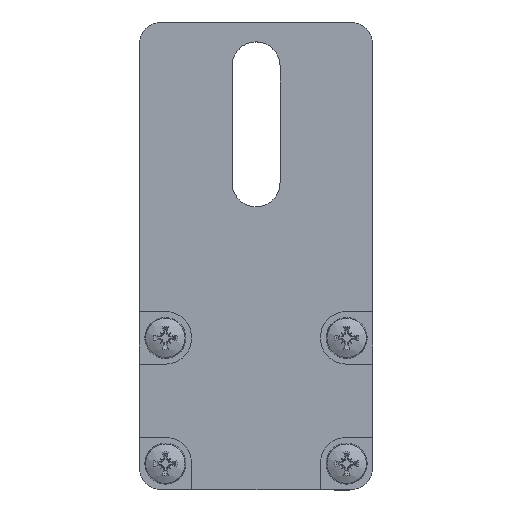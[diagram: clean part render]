
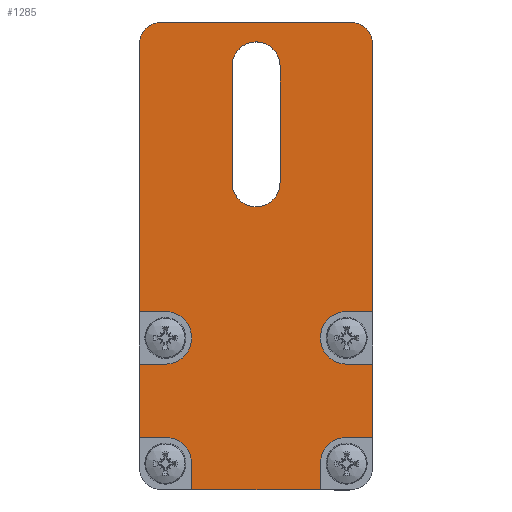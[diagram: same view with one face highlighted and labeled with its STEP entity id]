
A CAD part, top view. The second image highlights one B-rep face of the part: STEP entity #1285.
In plain terms, the highlighted planar face has unit normal (0, 0, 1).
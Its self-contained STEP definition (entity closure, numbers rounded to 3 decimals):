
#107=FACE_BOUND('',#269,.T.);
#108=FACE_BOUND('',#270,.T.);
#158=PLANE('',#1369);
#269=EDGE_LOOP('',(#907,#908,#909,#910));
#270=EDGE_LOOP('',(#911,#912,#913,#914,#915,#916,#917,#918,#919,#920,#921,
#922,#923,#924,#925,#926,#927,#928,#929,#930));
#359=LINE('',#1897,#435);
#363=LINE('',#1907,#439);
#366=LINE('',#1919,#442);
#367=LINE('',#1923,#443);
#368=LINE('',#1925,#444);
#369=LINE('',#1929,#445);
#370=LINE('',#1931,#446);
#371=LINE('',#1933,#447);
#372=LINE('',#1937,#448);
#373=LINE('',#1939,#449);
#374=LINE('',#1941,#450);
#375=LINE('',#1945,#451);
#376=LINE('',#1947,#452);
#377=LINE('',#1949,#453);
#378=LINE('',#1953,#454);
#379=LINE('',#1954,#455);
#435=VECTOR('',#1520,20.);
#439=VECTOR('',#1532,20.);
#442=VECTOR('',#1543,32.);
#443=VECTOR('',#1546,45.5);
#444=VECTOR('',#1547,4.5);
#445=VECTOR('',#1550,4.5);
#446=VECTOR('',#1551,12.5);
#447=VECTOR('',#1552,4.5);
#448=VECTOR('',#1555,4.5);
#449=VECTOR('',#1556,22.);
#450=VECTOR('',#1557,4.5);
#451=VECTOR('',#1560,4.5);
#452=VECTOR('',#1561,12.5);
#453=VECTOR('',#1562,4.5);
#454=VECTOR('',#1565,4.5);
#455=VECTOR('',#1566,45.5);
#509=CIRCLE('',#1360,4.1);
#511=CIRCLE('',#1364,4.1);
#512=CIRCLE('',#1367,4.);
#514=CIRCLE('',#1370,4.);
#515=CIRCLE('',#1371,4.5);
#516=CIRCLE('',#1372,4.5);
#517=CIRCLE('',#1373,4.5);
#518=CIRCLE('',#1374,4.5);
#571=VERTEX_POINT('',#1888);
#572=VERTEX_POINT('',#1890);
#574=VERTEX_POINT('',#1896);
#576=VERTEX_POINT('',#1902);
#577=VERTEX_POINT('',#1909);
#578=VERTEX_POINT('',#1910);
#581=VERTEX_POINT('',#1918);
#582=VERTEX_POINT('',#1920);
#583=VERTEX_POINT('',#1922);
#584=VERTEX_POINT('',#1924);
#585=VERTEX_POINT('',#1926);
#586=VERTEX_POINT('',#1928);
#587=VERTEX_POINT('',#1930);
#588=VERTEX_POINT('',#1932);
#589=VERTEX_POINT('',#1934);
#590=VERTEX_POINT('',#1936);
#591=VERTEX_POINT('',#1938);
#592=VERTEX_POINT('',#1940);
#593=VERTEX_POINT('',#1942);
#594=VERTEX_POINT('',#1944);
#595=VERTEX_POINT('',#1946);
#596=VERTEX_POINT('',#1948);
#597=VERTEX_POINT('',#1950);
#598=VERTEX_POINT('',#1952);
#700=EDGE_CURVE('',#572,#571,#509,.T.);
#703=EDGE_CURVE('',#574,#572,#359,.T.);
#706=EDGE_CURVE('',#576,#574,#511,.T.);
#709=EDGE_CURVE('',#571,#576,#363,.T.);
#710=EDGE_CURVE('',#577,#578,#512,.T.);
#714=EDGE_CURVE('',#577,#581,#366,.T.);
#715=EDGE_CURVE('',#582,#581,#514,.T.);
#716=EDGE_CURVE('',#582,#583,#367,.T.);
#717=EDGE_CURVE('',#583,#584,#368,.T.);
#718=EDGE_CURVE('',#584,#585,#515,.T.);
#719=EDGE_CURVE('',#585,#586,#369,.T.);
#720=EDGE_CURVE('',#586,#587,#370,.T.);
#721=EDGE_CURVE('',#587,#588,#371,.T.);
#722=EDGE_CURVE('',#588,#589,#516,.T.);
#723=EDGE_CURVE('',#589,#590,#372,.T.);
#724=EDGE_CURVE('',#590,#591,#373,.T.);
#725=EDGE_CURVE('',#591,#592,#374,.T.);
#726=EDGE_CURVE('',#592,#593,#517,.T.);
#727=EDGE_CURVE('',#593,#594,#375,.T.);
#728=EDGE_CURVE('',#594,#595,#376,.T.);
#729=EDGE_CURVE('',#595,#596,#377,.T.);
#730=EDGE_CURVE('',#596,#597,#518,.T.);
#731=EDGE_CURVE('',#597,#598,#378,.T.);
#732=EDGE_CURVE('',#598,#578,#379,.T.);
#907=ORIENTED_EDGE('',*,*,#706,.T.);
#908=ORIENTED_EDGE('',*,*,#703,.T.);
#909=ORIENTED_EDGE('',*,*,#700,.T.);
#910=ORIENTED_EDGE('',*,*,#709,.T.);
#911=ORIENTED_EDGE('',*,*,#710,.F.);
#912=ORIENTED_EDGE('',*,*,#714,.T.);
#913=ORIENTED_EDGE('',*,*,#715,.F.);
#914=ORIENTED_EDGE('',*,*,#716,.T.);
#915=ORIENTED_EDGE('',*,*,#717,.T.);
#916=ORIENTED_EDGE('',*,*,#718,.T.);
#917=ORIENTED_EDGE('',*,*,#719,.T.);
#918=ORIENTED_EDGE('',*,*,#720,.T.);
#919=ORIENTED_EDGE('',*,*,#721,.T.);
#920=ORIENTED_EDGE('',*,*,#722,.T.);
#921=ORIENTED_EDGE('',*,*,#723,.T.);
#922=ORIENTED_EDGE('',*,*,#724,.T.);
#923=ORIENTED_EDGE('',*,*,#725,.T.);
#924=ORIENTED_EDGE('',*,*,#726,.T.);
#925=ORIENTED_EDGE('',*,*,#727,.T.);
#926=ORIENTED_EDGE('',*,*,#728,.T.);
#927=ORIENTED_EDGE('',*,*,#729,.T.);
#928=ORIENTED_EDGE('',*,*,#730,.T.);
#929=ORIENTED_EDGE('',*,*,#731,.T.);
#930=ORIENTED_EDGE('',*,*,#732,.T.);
#1285=ADVANCED_FACE('',(#107,#108),#158,.T.);
#1360=AXIS2_PLACEMENT_3D('',#1891,#1514,#1515);
#1364=AXIS2_PLACEMENT_3D('',#1903,#1526,#1527);
#1367=AXIS2_PLACEMENT_3D('',#1911,#1535,#1536);
#1369=AXIS2_PLACEMENT_3D('',#1917,#1541,#1542);
#1370=AXIS2_PLACEMENT_3D('',#1921,#1544,#1545);
#1371=AXIS2_PLACEMENT_3D('',#1927,#1548,#1549);
#1372=AXIS2_PLACEMENT_3D('',#1935,#1553,#1554);
#1373=AXIS2_PLACEMENT_3D('',#1943,#1558,#1559);
#1374=AXIS2_PLACEMENT_3D('',#1951,#1563,#1564);
#1514=DIRECTION('center_axis',(0.,0.,-1.));
#1515=DIRECTION('ref_axis',(1.,0.,0.));
#1520=DIRECTION('',(0.,1.,0.));
#1526=DIRECTION('center_axis',(0.,0.,-1.));
#1527=DIRECTION('ref_axis',(-1.,0.,0.));
#1532=DIRECTION('',(0.,-1.,0.));
#1535=DIRECTION('center_axis',(0.,0.,-1.));
#1536=DIRECTION('ref_axis',(0.707,0.707,0.));
#1541=DIRECTION('center_axis',(0.,0.,1.));
#1542=DIRECTION('ref_axis',(1.,0.,0.));
#1543=DIRECTION('',(-1.,0.,0.));
#1544=DIRECTION('center_axis',(0.,0.,-1.));
#1545=DIRECTION('ref_axis',(-0.707,0.707,0.));
#1546=DIRECTION('',(0.,-1.,0.));
#1547=DIRECTION('',(1.,0.,0.));
#1548=DIRECTION('center_axis',(0.,0.,-1.));
#1549=DIRECTION('ref_axis',(0.,-1.,0.));
#1550=DIRECTION('',(-1.,0.,0.));
#1551=DIRECTION('',(0.,-1.,0.));
#1552=DIRECTION('',(1.,0.,0.));
#1553=DIRECTION('center_axis',(0.,0.,-1.));
#1554=DIRECTION('ref_axis',(1.,0.,0.));
#1555=DIRECTION('',(0.,-1.,0.));
#1556=DIRECTION('',(1.,0.,0.));
#1557=DIRECTION('',(0.,1.,0.));
#1558=DIRECTION('center_axis',(0.,0.,-1.));
#1559=DIRECTION('ref_axis',(0.,1.,0.));
#1560=DIRECTION('',(1.,0.,0.));
#1561=DIRECTION('',(0.,1.,0.));
#1562=DIRECTION('',(-1.,0.,0.));
#1563=DIRECTION('center_axis',(0.,0.,-1.));
#1564=DIRECTION('ref_axis',(0.,-1.,0.));
#1565=DIRECTION('',(1.,0.,0.));
#1566=DIRECTION('',(0.,1.,0.));
#1888=CARTESIAN_POINT('',(4.109,72.5,5.));
#1890=CARTESIAN_POINT('',(-4.091,72.5,5.));
#1891=CARTESIAN_POINT('Origin',(0.009,72.5,5.));
#1896=CARTESIAN_POINT('',(-4.091,52.5,5.));
#1897=CARTESIAN_POINT('',(-4.091,46.808,5.));
#1902=CARTESIAN_POINT('',(4.109,52.5,5.));
#1903=CARTESIAN_POINT('Origin',(0.009,52.5,5.));
#1907=CARTESIAN_POINT('',(4.109,56.808,5.));
#1909=CARTESIAN_POINT('',(16.,80.,5.));
#1910=CARTESIAN_POINT('',(20.,76.,5.));
#1911=CARTESIAN_POINT('Origin',(16.,76.,5.));
#1917=CARTESIAN_POINT('Origin',(0.,41.117,
5.));
#1918=CARTESIAN_POINT('',(-16.,80.,5.));
#1919=CARTESIAN_POINT('',(20.,80.,5.));
#1920=CARTESIAN_POINT('',(-20.,76.,5.));
#1921=CARTESIAN_POINT('Origin',(-16.,76.,5.));
#1922=CARTESIAN_POINT('',(-20.,30.5,5.));
#1923=CARTESIAN_POINT('',(-20.,80.,5.));
#1924=CARTESIAN_POINT('',(-15.5,30.5,5.));
#1925=CARTESIAN_POINT('',(-11.055,30.5,5.));
#1926=CARTESIAN_POINT('',(-15.5,21.5,5.));
#1927=CARTESIAN_POINT('Origin',(-15.5,26.,5.));
#1928=CARTESIAN_POINT('',(-20.,21.5,5.));
#1929=CARTESIAN_POINT('',(-7.75,21.5,5.));
#1930=CARTESIAN_POINT('',(-20.,9.,5.));
#1931=CARTESIAN_POINT('',(-20.,80.,5.));
#1932=CARTESIAN_POINT('',(-15.5,9.,5.));
#1933=CARTESIAN_POINT('',(-10.,9.,5.));
#1934=CARTESIAN_POINT('',(-11.,4.5,5.));
#1935=CARTESIAN_POINT('Origin',(-15.5,4.5,5.));
#1936=CARTESIAN_POINT('',(-11.,0.,5.));
#1937=CARTESIAN_POINT('',(-11.,22.808,5.));
#1938=CARTESIAN_POINT('',(11.,0.,5.));
#1939=CARTESIAN_POINT('',(-16.,0.,5.));
#1940=CARTESIAN_POINT('',(11.,4.5,5.));
#1941=CARTESIAN_POINT('',(11.,20.647,5.));
#1942=CARTESIAN_POINT('',(15.5,9.,5.));
#1943=CARTESIAN_POINT('Origin',(15.5,4.5,5.));
#1944=CARTESIAN_POINT('',(20.,9.,5.));
#1945=CARTESIAN_POINT('',(7.75,9.,5.));
#1946=CARTESIAN_POINT('',(20.,21.5,5.));
#1947=CARTESIAN_POINT('',(20.,4.,5.));
#1948=CARTESIAN_POINT('',(15.5,21.5,5.));
#1949=CARTESIAN_POINT('',(10.659,21.5,5.));
#1950=CARTESIAN_POINT('',(15.5,30.5,5.));
#1951=CARTESIAN_POINT('Origin',(15.5,26.,5.));
#1952=CARTESIAN_POINT('',(20.,30.5,5.));
#1953=CARTESIAN_POINT('',(7.75,30.5,5.));
#1954=CARTESIAN_POINT('',(20.,4.,5.));
